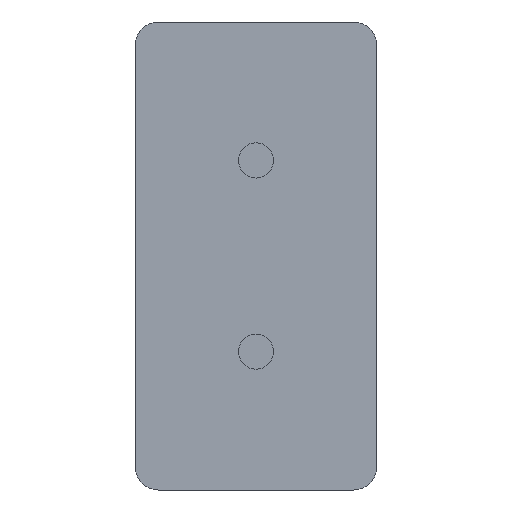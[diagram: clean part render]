
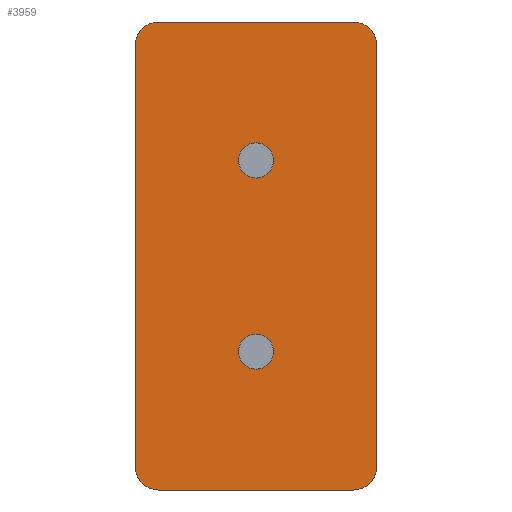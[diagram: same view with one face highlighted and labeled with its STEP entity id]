
A CAD part, front view. The second image highlights one B-rep face of the part: STEP entity #3959.
In plain terms, the highlighted planar face has unit normal (0, -1, 0).
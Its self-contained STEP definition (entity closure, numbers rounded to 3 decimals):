
#105 = CARTESIAN_POINT ( 'NONE',  ( 12.5, 0., -30. ) ) ;
#123 = CIRCLE ( 'NONE', #3802, 3. ) ;
#171 = DIRECTION ( 'NONE',  ( 0., 0., -1. ) ) ;
#225 = CARTESIAN_POINT ( 'NONE',  ( 0., 0., 12.25 ) ) ;
#226 = VERTEX_POINT ( 'NONE', #3695 ) ;
#244 = EDGE_CURVE ( 'NONE', #3247, #463, #1171, .T. ) ;
#289 = DIRECTION ( 'NONE',  ( 0., -1., 0. ) ) ;
#299 = EDGE_CURVE ( 'NONE', #1433, #2413, #123, .T. ) ;
#305 = AXIS2_PLACEMENT_3D ( 'NONE', #1685, #289, #2876 ) ;
#311 = CARTESIAN_POINT ( 'NONE',  ( 0., 0., 12.25 ) ) ;
#345 = AXIS2_PLACEMENT_3D ( 'NONE', #2434, #520, #2768 ) ;
#360 = CARTESIAN_POINT ( 'NONE',  ( -15.5, 0., 30. ) ) ;
#374 = ORIENTED_EDGE ( 'NONE', *, *, #299, .T. ) ;
#403 = CARTESIAN_POINT ( 'NONE',  ( 12.5, 0., 30. ) ) ;
#416 = AXIS2_PLACEMENT_3D ( 'NONE', #225, #2463, #554 ) ;
#432 = EDGE_LOOP ( 'NONE', ( #473, #2962 ) ) ;
#436 = CARTESIAN_POINT ( 'NONE',  ( -15.5, 0., 30. ) ) ;
#463 = VERTEX_POINT ( 'NONE', #403 ) ;
#473 = ORIENTED_EDGE ( 'NONE', *, *, #2693, .F. ) ;
#489 = VERTEX_POINT ( 'NONE', #3541 ) ;
#520 = DIRECTION ( 'NONE',  ( 0., -1., 0. ) ) ;
#554 = DIRECTION ( 'NONE',  ( 0., 0., -1. ) ) ;
#565 = VECTOR ( 'NONE', #2069, 1000. ) ;
#634 = DIRECTION ( 'NONE',  ( 0., 0., -1. ) ) ;
#680 = DIRECTION ( 'NONE',  ( 0., 0., 1. ) ) ;
#693 = VERTEX_POINT ( 'NONE', #2032 ) ;
#696 = CIRCLE ( 'NONE', #345, 2.25 ) ;
#729 = EDGE_CURVE ( 'NONE', #3247, #226, #2688, .T. ) ;
#733 = ORIENTED_EDGE ( 'NONE', *, *, #3872, .F. ) ;
#824 = AXIS2_PLACEMENT_3D ( 'NONE', #311, #2553, #634 ) ;
#871 = CARTESIAN_POINT ( 'NONE',  ( 0., 0., -10. ) ) ;
#984 = FACE_BOUND ( 'NONE', #4214, .T. ) ;
#1014 = EDGE_CURVE ( 'NONE', #2152, #2413, #1672, .T. ) ;
#1171 = LINE ( 'NONE', #436, #2792 ) ;
#1290 = ORIENTED_EDGE ( 'NONE', *, *, #1772, .F. ) ;
#1433 = VERTEX_POINT ( 'NONE', #105 ) ;
#1438 = CARTESIAN_POINT ( 'NONE',  ( -15.5, 0., -27. ) ) ;
#1505 = CARTESIAN_POINT ( 'NONE',  ( -12.5, 0., -27. ) ) ;
#1589 = ORIENTED_EDGE ( 'NONE', *, *, #3628, .T. ) ;
#1672 = LINE ( 'NONE', #2746, #2424 ) ;
#1685 = CARTESIAN_POINT ( 'NONE',  ( -12.5, 0., 27. ) ) ;
#1708 = CARTESIAN_POINT ( 'NONE',  ( 12.5, 0., 27. ) ) ;
#1751 = CARTESIAN_POINT ( 'NONE',  ( -15.5, 0., -30. ) ) ;
#1772 = EDGE_CURVE ( 'NONE', #1433, #489, #3144, .T. ) ;
#1827 = DIRECTION ( 'NONE',  ( 0., 0., 1. ) ) ;
#1835 = FACE_OUTER_BOUND ( 'NONE', #2574, .T. ) ;
#1837 = LINE ( 'NONE', #360, #3475 ) ;
#1857 = CIRCLE ( 'NONE', #416, 2.25 ) ;
#1871 = ORIENTED_EDGE ( 'NONE', *, *, #3707, .T. ) ;
#1882 = CARTESIAN_POINT ( 'NONE',  ( 0., 0., -12.25 ) ) ;
#1926 = CARTESIAN_POINT ( 'NONE',  ( 0., 0., 0. ) ) ;
#1933 = EDGE_CURVE ( 'NONE', #693, #4193, #1857, .T. ) ;
#2001 = DIRECTION ( 'NONE',  ( 0., 0., 1. ) ) ;
#2025 = DIRECTION ( 'NONE',  ( 0., -1., 0. ) ) ;
#2032 = CARTESIAN_POINT ( 'NONE',  ( 0., 0., 14.5 ) ) ;
#2033 = DIRECTION ( 'NONE',  ( 0., 0., 1. ) ) ;
#2040 = CARTESIAN_POINT ( 'NONE',  ( 12.5, 0., -27. ) ) ;
#2069 = DIRECTION ( 'NONE',  ( -1., 0., 0. ) ) ;
#2152 = VERTEX_POINT ( 'NONE', #3101 ) ;
#2200 = DIRECTION ( 'NONE',  ( 0., 0., 1. ) ) ;
#2246 = DIRECTION ( 'NONE',  ( 0., 1., 0. ) ) ;
#2413 = VERTEX_POINT ( 'NONE', #3540 ) ;
#2424 = VECTOR ( 'NONE', #171, 1000. ) ;
#2434 = CARTESIAN_POINT ( 'NONE',  ( 0., 0., -12.25 ) ) ;
#2463 = DIRECTION ( 'NONE',  ( 0., -1., 0. ) ) ;
#2500 = CIRCLE ( 'NONE', #824, 2.25 ) ;
#2553 = DIRECTION ( 'NONE',  ( 0., -1., 0. ) ) ;
#2567 = AXIS2_PLACEMENT_3D ( 'NONE', #1926, #2246, #3237 ) ;
#2574 = EDGE_LOOP ( 'NONE', ( #1290, #374, #2931, #1589, #3715, #3804, #3114, #1871 ) ) ;
#2578 = PLANE ( 'NONE',  #2567 ) ;
#2657 = AXIS2_PLACEMENT_3D ( 'NONE', #1505, #3794, #1827 ) ;
#2688 = CIRCLE ( 'NONE', #305, 3. ) ;
#2693 = EDGE_CURVE ( 'NONE', #4193, #693, #2500, .T. ) ;
#2746 = CARTESIAN_POINT ( 'NONE',  ( 15.5, 0., 30. ) ) ;
#2768 = DIRECTION ( 'NONE',  ( 0., 0., 1. ) ) ;
#2781 = CARTESIAN_POINT ( 'NONE',  ( 0., 0., 10. ) ) ;
#2792 = VECTOR ( 'NONE', #3642, 1000. ) ;
#2860 = CIRCLE ( 'NONE', #4056, 3. ) ;
#2867 = CARTESIAN_POINT ( 'NONE',  ( -12.5, 0., 30. ) ) ;
#2876 = DIRECTION ( 'NONE',  ( 0., 0., 1. ) ) ;
#2931 = ORIENTED_EDGE ( 'NONE', *, *, #1014, .F. ) ;
#2962 = ORIENTED_EDGE ( 'NONE', *, *, #1933, .F. ) ;
#3019 = CIRCLE ( 'NONE', #3536, 2.25 ) ;
#3054 = ORIENTED_EDGE ( 'NONE', *, *, #4104, .F. ) ;
#3101 = CARTESIAN_POINT ( 'NONE',  ( 15.5, 0., 27. ) ) ;
#3111 = VERTEX_POINT ( 'NONE', #1438 ) ;
#3114 = ORIENTED_EDGE ( 'NONE', *, *, #3520, .F. ) ;
#3144 = LINE ( 'NONE', #1751, #565 ) ;
#3237 = DIRECTION ( 'NONE',  ( 0., 0., 1. ) ) ;
#3238 = VERTEX_POINT ( 'NONE', #3839 ) ;
#3247 = VERTEX_POINT ( 'NONE', #2867 ) ;
#3315 = CIRCLE ( 'NONE', #2657, 3. ) ;
#3469 = FACE_BOUND ( 'NONE', #432, .T. ) ;
#3475 = VECTOR ( 'NONE', #680, 1000. ) ;
#3520 = EDGE_CURVE ( 'NONE', #3111, #226, #1837, .T. ) ;
#3536 = AXIS2_PLACEMENT_3D ( 'NONE', #1882, #4179, #2200 ) ;
#3540 = CARTESIAN_POINT ( 'NONE',  ( 15.5, 0., -27. ) ) ;
#3541 = CARTESIAN_POINT ( 'NONE',  ( -12.5, 0., -30. ) ) ;
#3628 = EDGE_CURVE ( 'NONE', #2152, #463, #2860, .T. ) ;
#3642 = DIRECTION ( 'NONE',  ( 1., 0., 0. ) ) ;
#3695 = CARTESIAN_POINT ( 'NONE',  ( -15.5, 0., 27. ) ) ;
#3707 = EDGE_CURVE ( 'NONE', #3111, #489, #3315, .T. ) ;
#3715 = ORIENTED_EDGE ( 'NONE', *, *, #244, .F. ) ;
#3723 = VERTEX_POINT ( 'NONE', #871 ) ;
#3794 = DIRECTION ( 'NONE',  ( 0., -1., 0. ) ) ;
#3802 = AXIS2_PLACEMENT_3D ( 'NONE', #2040, #2025, #2001 ) ;
#3804 = ORIENTED_EDGE ( 'NONE', *, *, #729, .T. ) ;
#3839 = CARTESIAN_POINT ( 'NONE',  ( 0., 0., -14.5 ) ) ;
#3872 = EDGE_CURVE ( 'NONE', #3723, #3238, #3019, .T. ) ;
#3959 = ADVANCED_FACE ( 'NONE', ( #984, #3469, #1835 ), #2578, .F. ) ;
#4000 = DIRECTION ( 'NONE',  ( 0., -1., 0. ) ) ;
#4056 = AXIS2_PLACEMENT_3D ( 'NONE', #1708, #4000, #2033 ) ;
#4104 = EDGE_CURVE ( 'NONE', #3238, #3723, #696, .T. ) ;
#4179 = DIRECTION ( 'NONE',  ( 0., -1., 0. ) ) ;
#4193 = VERTEX_POINT ( 'NONE', #2781 ) ;
#4214 = EDGE_LOOP ( 'NONE', ( #3054, #733 ) ) ;
